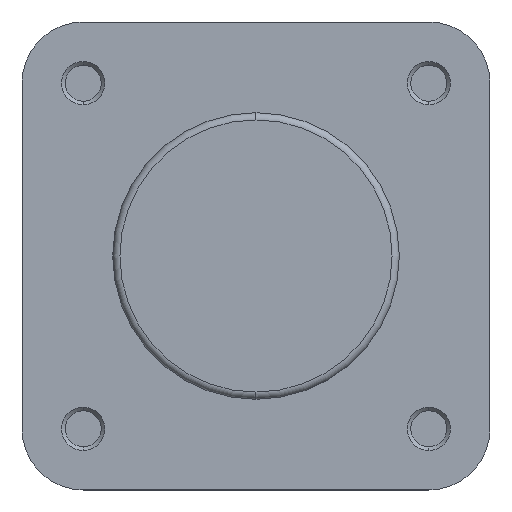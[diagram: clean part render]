
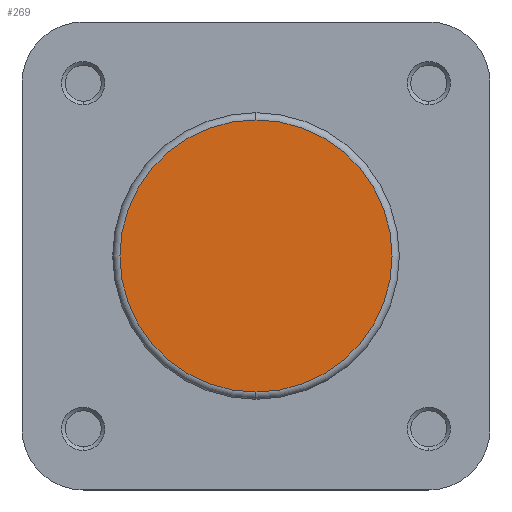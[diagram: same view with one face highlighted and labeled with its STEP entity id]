
A CAD part, left-side view. The second image highlights one B-rep face of the part: STEP entity #269.
In plain terms, the highlighted planar face has unit normal (-1, 0, 0).
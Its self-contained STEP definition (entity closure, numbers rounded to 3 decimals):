
#269 = ADVANCED_FACE ( 'NONE', ( #2911 ), #1137, .F. ) ;
#628 = CARTESIAN_POINT ( 'NONE',  ( 21., 0., 18.9 ) ) ;
#715 = CARTESIAN_POINT ( 'NONE',  ( 21., 0., -18.9 ) ) ;
#1117 = DIRECTION ( 'NONE',  ( 1., 0., 0. ) ) ;
#1120 = DIRECTION ( 'NONE',  ( 0., 0., -1. ) ) ;
#1124 = CARTESIAN_POINT ( 'NONE',  ( 21., 19.9, 0. ) ) ;
#1137 = PLANE ( 'NONE',  #2469 ) ;
#1738 = EDGE_LOOP ( 'NONE', ( #2151, #2150 ) ) ;
#2150 = ORIENTED_EDGE ( 'NONE', *, *, #3931, .T. ) ;
#2151 = ORIENTED_EDGE ( 'NONE', *, *, #3831, .T. ) ;
#2404 = AXIS2_PLACEMENT_3D ( 'NONE', #3232, #3230, #3229 ) ;
#2454 = AXIS2_PLACEMENT_3D ( 'NONE', #3463, #2654, #2653 ) ;
#2469 = AXIS2_PLACEMENT_3D ( 'NONE', #1124, #1117, #1120 ) ;
#2653 = DIRECTION ( 'NONE',  ( 0., 0., -1. ) ) ;
#2654 = DIRECTION ( 'NONE',  ( -1., 0., 0. ) ) ;
#2911 = FACE_OUTER_BOUND ( 'NONE', #1738, .T. ) ;
#2966 = CIRCLE ( 'NONE', #2454, 18.9 ) ;
#3102 = CIRCLE ( 'NONE', #2404, 18.9 ) ;
#3229 = DIRECTION ( 'NONE',  ( 0., 0., -1. ) ) ;
#3230 = DIRECTION ( 'NONE',  ( -1., 0., 0. ) ) ;
#3232 = CARTESIAN_POINT ( 'NONE',  ( 21., 0., 0. ) ) ;
#3463 = CARTESIAN_POINT ( 'NONE',  ( 21., 0., 0. ) ) ;
#3831 = EDGE_CURVE ( 'NONE', #4808, #4417, #2966, .T. ) ;
#3931 = EDGE_CURVE ( 'NONE', #4417, #4808, #3102, .T. ) ;
#4417 = VERTEX_POINT ( 'NONE', #628 ) ;
#4808 = VERTEX_POINT ( 'NONE', #715 ) ;
